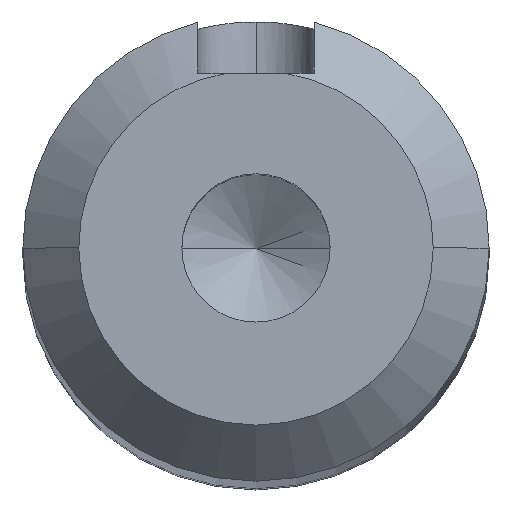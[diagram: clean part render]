
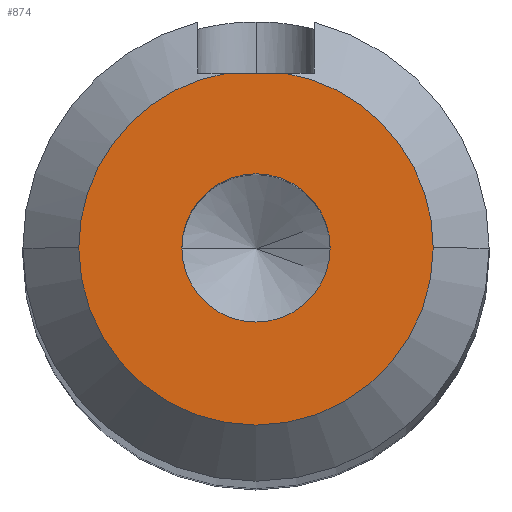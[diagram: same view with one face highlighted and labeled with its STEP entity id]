
A CAD part, top view. The second image highlights one B-rep face of the part: STEP entity #874.
In plain terms, the highlighted planar face has unit normal (0, 0, 1).
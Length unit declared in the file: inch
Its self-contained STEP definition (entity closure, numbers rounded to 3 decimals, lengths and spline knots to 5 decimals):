
#28 = CIRCLE ( 'NONE', #577, 0.19 ) ;
#41 = VERTEX_POINT ( 'NONE', #762 ) ;
#82 = EDGE_CURVE ( 'NONE', #1055, #163, #28, .T. ) ;
#108 = EDGE_CURVE ( 'NONE', #41, #390, #532, .T. ) ;
#122 = ORIENTED_EDGE ( 'NONE', *, *, #108, .F. ) ;
#142 = AXIS2_PLACEMENT_3D ( 'NONE', #228, #222, #217 ) ;
#145 = AXIS2_PLACEMENT_3D ( 'NONE', #233, #311, #717 ) ;
#149 = VERTEX_POINT ( 'NONE', #391 ) ;
#152 = AXIS2_PLACEMENT_3D ( 'NONE', #489, #485, #509 ) ;
#163 = VERTEX_POINT ( 'NONE', #458 ) ;
#184 = EDGE_CURVE ( 'NONE', #149, #517, #949, .T. ) ;
#189 = ORIENTED_EDGE ( 'NONE', *, *, #184, .T. ) ;
#191 = LINE ( 'NONE', #314, #484 ) ;
#215 = EDGE_CURVE ( 'NONE', #390, #41, #1077, .T. ) ;
#217 = DIRECTION ( 'NONE',  ( 1., 0., 0. ) ) ;
#219 = EDGE_CURVE ( 'NONE', #517, #1055, #260, .T. ) ;
#222 = DIRECTION ( 'NONE',  ( 0., 0., 1. ) ) ;
#228 = CARTESIAN_POINT ( 'NONE',  ( 0., 0., 0. ) ) ;
#233 = CARTESIAN_POINT ( 'NONE',  ( 0., 0., 0. ) ) ;
#260 = CIRCLE ( 'NONE', #145, 0.19 ) ;
#297 = EDGE_CURVE ( 'NONE', #149, #163, #191, .T. ) ;
#311 = DIRECTION ( 'NONE',  ( 0., 0., 1. ) ) ;
#314 = CARTESIAN_POINT ( 'NONE',  ( -0.0625, 0.1875, 0. ) ) ;
#333 = EDGE_LOOP ( 'NONE', ( #122, #613 ) ) ;
#372 = EDGE_LOOP ( 'NONE', ( #433, #189, #1023, #491 ) ) ;
#390 = VERTEX_POINT ( 'NONE', #906 ) ;
#391 = CARTESIAN_POINT ( 'NONE',  ( -0.03072, 0.1875, 0. ) ) ;
#406 = AXIS2_PLACEMENT_3D ( 'NONE', #1044, #980, #979 ) ;
#433 = ORIENTED_EDGE ( 'NONE', *, *, #297, .F. ) ;
#438 = CARTESIAN_POINT ( 'NONE',  ( 0., 0., 0. ) ) ;
#458 = CARTESIAN_POINT ( 'NONE',  ( 0.03072, 0.1875, 0. ) ) ;
#484 = VECTOR ( 'NONE', #550, 39.37008 ) ;
#485 = DIRECTION ( 'NONE',  ( 0., 0., 1. ) ) ;
#489 = CARTESIAN_POINT ( 'NONE',  ( 0., 0., 0. ) ) ;
#491 = ORIENTED_EDGE ( 'NONE', *, *, #82, .T. ) ;
#509 = DIRECTION ( 'NONE',  ( -1., 0., 0. ) ) ;
#517 = VERTEX_POINT ( 'NONE', #663 ) ;
#523 = DIRECTION ( 'NONE',  ( 0., 0., 1. ) ) ;
#532 = CIRCLE ( 'NONE', #817, 0.0795 ) ;
#550 = DIRECTION ( 'NONE',  ( 1., 0., 0. ) ) ;
#577 = AXIS2_PLACEMENT_3D ( 'NONE', #438, #747, #856 ) ;
#613 = ORIENTED_EDGE ( 'NONE', *, *, #215, .F. ) ;
#648 = FACE_OUTER_BOUND ( 'NONE', #372, .T. ) ;
#663 = CARTESIAN_POINT ( 'NONE',  ( -0.19, 0., 0. ) ) ;
#699 = DIRECTION ( 'NONE',  ( 1., 0., 0. ) ) ;
#717 = DIRECTION ( 'NONE',  ( -1., 0., 0. ) ) ;
#736 = CARTESIAN_POINT ( 'NONE',  ( 0.19, 0., 0. ) ) ;
#747 = DIRECTION ( 'NONE',  ( 0., 0., 1. ) ) ;
#762 = CARTESIAN_POINT ( 'NONE',  ( 0.0795, 0., 0. ) ) ;
#817 = AXIS2_PLACEMENT_3D ( 'NONE', #1136, #523, #699 ) ;
#854 = FACE_BOUND ( 'NONE', #333, .T. ) ;
#856 = DIRECTION ( 'NONE',  ( -1., 0., 0. ) ) ;
#874 = ADVANCED_FACE ( 'NONE', ( #854, #648 ), #1048, .F. ) ;
#906 = CARTESIAN_POINT ( 'NONE',  ( -0.0795, 0., 0. ) ) ;
#949 = CIRCLE ( 'NONE', #152, 0.19 ) ;
#979 = DIRECTION ( 'NONE',  ( -1., 0., 0. ) ) ;
#980 = DIRECTION ( 'NONE',  ( 0., 0., -1. ) ) ;
#1023 = ORIENTED_EDGE ( 'NONE', *, *, #219, .T. ) ;
#1044 = CARTESIAN_POINT ( 'NONE',  ( 0., 0.25, 0. ) ) ;
#1048 = PLANE ( 'NONE',  #406 ) ;
#1055 = VERTEX_POINT ( 'NONE', #736 ) ;
#1077 = CIRCLE ( 'NONE', #142, 0.0795 ) ;
#1136 = CARTESIAN_POINT ( 'NONE',  ( 0., 0., 0. ) ) ;
